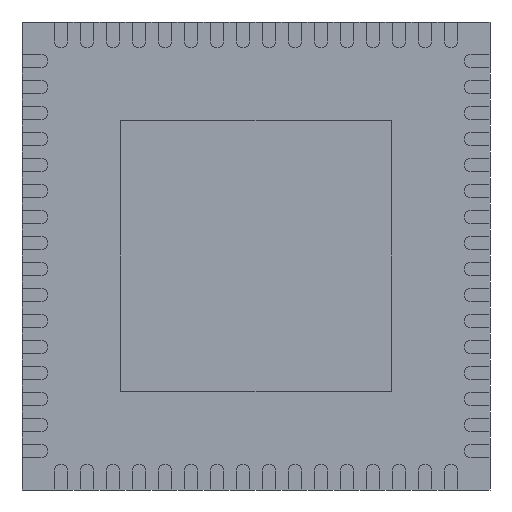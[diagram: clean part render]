
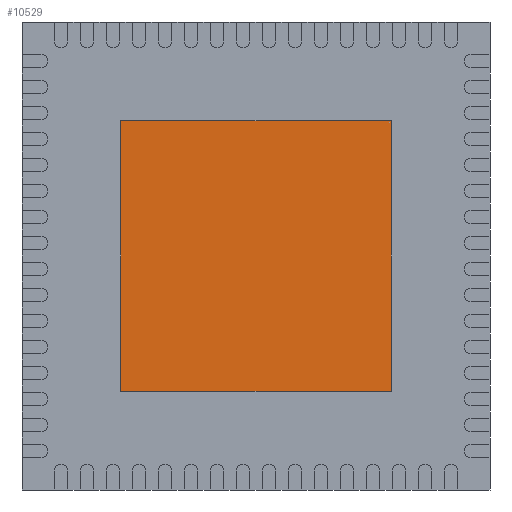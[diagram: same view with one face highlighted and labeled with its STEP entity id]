
A CAD part, front view. The second image highlights one B-rep face of the part: STEP entity #10529.
In plain terms, the highlighted planar face has unit normal (0, -1, 0).
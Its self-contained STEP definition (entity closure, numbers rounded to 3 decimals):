
#10410 = VERTEX_POINT('',#10411);
#10411 = CARTESIAN_POINT('',(2.6,0.,-2.6));
#10428 = VERTEX_POINT('',#10429);
#10429 = CARTESIAN_POINT('',(2.6,0.,2.6));
#10435 = EDGE_CURVE('',#10410,#10428,#10436,.T.);
#10436 = LINE('',#10437,#10438);
#10437 = CARTESIAN_POINT('',(2.6,0.,-2.6));
#10438 = VECTOR('',#10439,1.);
#10439 = DIRECTION('',(0.,0.,1.));
#10459 = VERTEX_POINT('',#10460);
#10460 = CARTESIAN_POINT('',(-2.6,0.,2.6));
#10466 = EDGE_CURVE('',#10428,#10459,#10467,.T.);
#10467 = LINE('',#10468,#10469);
#10468 = CARTESIAN_POINT('',(2.6,0.,2.6));
#10469 = VECTOR('',#10470,1.);
#10470 = DIRECTION('',(-1.,0.,0.));
#10490 = VERTEX_POINT('',#10491);
#10491 = CARTESIAN_POINT('',(-2.6,0.,-2.6));
#10497 = EDGE_CURVE('',#10459,#10490,#10498,.T.);
#10498 = LINE('',#10499,#10500);
#10499 = CARTESIAN_POINT('',(-2.6,0.,2.6));
#10500 = VECTOR('',#10501,1.);
#10501 = DIRECTION('',(0.,0.,-1.));
#10519 = EDGE_CURVE('',#10490,#10410,#10520,.T.);
#10520 = LINE('',#10521,#10522);
#10521 = CARTESIAN_POINT('',(-2.6,0.,-2.6));
#10522 = VECTOR('',#10523,1.);
#10523 = DIRECTION('',(1.,0.,0.));
#10529 = ADVANCED_FACE('',(#10530),#10536,.F.);
#10530 = FACE_BOUND('',#10531,.T.);
#10531 = EDGE_LOOP('',(#10532,#10533,#10534,#10535));
#10532 = ORIENTED_EDGE('',*,*,#10435,.T.);
#10533 = ORIENTED_EDGE('',*,*,#10466,.T.);
#10534 = ORIENTED_EDGE('',*,*,#10497,.T.);
#10535 = ORIENTED_EDGE('',*,*,#10519,.T.);
#10536 = PLANE('',#10537);
#10537 = AXIS2_PLACEMENT_3D('',#10538,#10539,#10540);
#10538 = CARTESIAN_POINT('',(0.,0.,
    0.));
#10539 = DIRECTION('',(0.,1.,0.));
#10540 = DIRECTION('',(0.,0.,1.));
